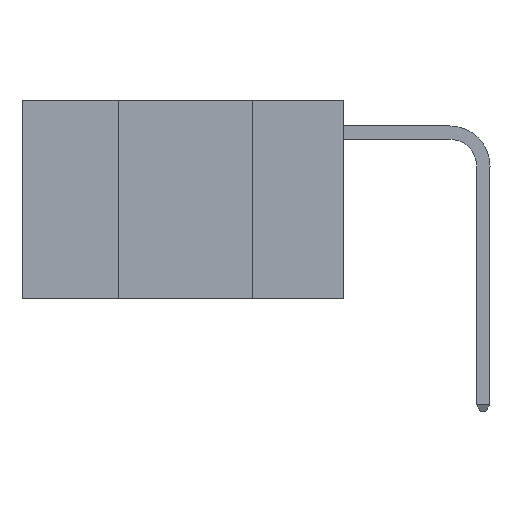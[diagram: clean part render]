
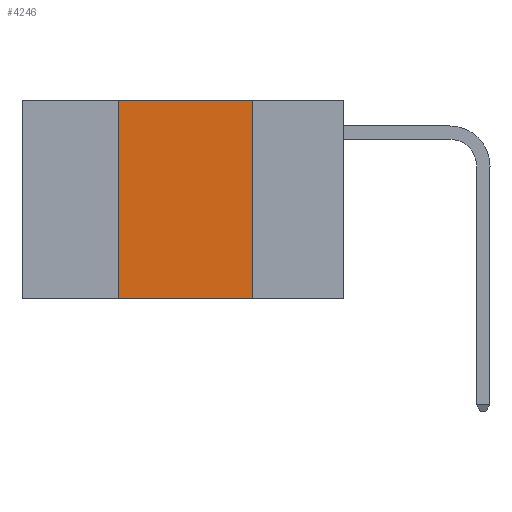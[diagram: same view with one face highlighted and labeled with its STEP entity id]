
A CAD part, left-side view. The second image highlights one B-rep face of the part: STEP entity #4246.
In plain terms, the highlighted planar face has unit normal (-1, 0, 0).
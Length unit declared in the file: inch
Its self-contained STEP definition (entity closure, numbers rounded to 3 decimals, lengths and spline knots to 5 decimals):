
#66 = DIRECTION ( 'NONE',  ( 0., 0., 1. ) ) ;
#67 = VERTEX_POINT ( 'NONE', #6768 ) ;
#151 = CARTESIAN_POINT ( 'NONE',  ( 0., 0.42, 0. ) ) ;
#479 = ORIENTED_EDGE ( 'NONE', *, *, #7419, .F. ) ;
#568 = VECTOR ( 'NONE', #13298, 39.37008 ) ;
#630 = LINE ( 'NONE', #5998, #568 ) ;
#1095 = CARTESIAN_POINT ( 'NONE',  ( 0., 0.6, 0. ) ) ;
#1206 = VECTOR ( 'NONE', #4491, 39.37008 ) ;
#1220 = LINE ( 'NONE', #1095, #1206 ) ;
#1582 = EDGE_LOOP ( 'NONE', ( #2292, #9031, #479, #10560 ) ) ;
#2292 = ORIENTED_EDGE ( 'NONE', *, *, #10116, .F. ) ;
#4246 = ADVANCED_FACE ( 'NONE', ( #10869 ), #13352, .F. ) ;
#4491 = DIRECTION ( 'NONE',  ( 0., -1., 0. ) ) ;
#4519 = VECTOR ( 'NONE', #8532, 39.37008 ) ;
#4570 = LINE ( 'NONE', #7367, #4519 ) ;
#5836 = VERTEX_POINT ( 'NONE', #13757 ) ;
#5998 = CARTESIAN_POINT ( 'NONE',  ( 0., 0.6, -0.37 ) ) ;
#6768 = CARTESIAN_POINT ( 'NONE',  ( 0., 0.42, -0.37 ) ) ;
#7134 = CARTESIAN_POINT ( 'NONE',  ( 0., 0.42, 0. ) ) ;
#7367 = CARTESIAN_POINT ( 'NONE',  ( 0., 0.17, 0. ) ) ;
#7419 = EDGE_CURVE ( 'NONE', #67, #9332, #13869, .T. ) ;
#8532 = DIRECTION ( 'NONE',  ( 0., 0., -1. ) ) ;
#9031 = ORIENTED_EDGE ( 'NONE', *, *, #11150, .F. ) ;
#9332 = VERTEX_POINT ( 'NONE', #7134 ) ;
#10116 = EDGE_CURVE ( 'NONE', #12992, #5836, #4570, .T. ) ;
#10381 = AXIS2_PLACEMENT_3D ( 'NONE', #13337, #13319, #13309 ) ;
#10560 = ORIENTED_EDGE ( 'NONE', *, *, #11365, .T. ) ;
#10869 = FACE_OUTER_BOUND ( 'NONE', #1582, .T. ) ;
#11150 = EDGE_CURVE ( 'NONE', #9332, #12992, #1220, .T. ) ;
#11365 = EDGE_CURVE ( 'NONE', #67, #5836, #630, .T. ) ;
#12570 = CARTESIAN_POINT ( 'NONE',  ( 0., 0.17, 0. ) ) ;
#12992 = VERTEX_POINT ( 'NONE', #12570 ) ;
#13298 = DIRECTION ( 'NONE',  ( 0., -1., 0. ) ) ;
#13309 = DIRECTION ( 'NONE',  ( 0., 0., -1. ) ) ;
#13319 = DIRECTION ( 'NONE',  ( 1., 0., 0. ) ) ;
#13337 = CARTESIAN_POINT ( 'NONE',  ( 0., 0.6, 0. ) ) ;
#13352 = PLANE ( 'NONE',  #10381 ) ;
#13757 = CARTESIAN_POINT ( 'NONE',  ( 0., 0.17, -0.37 ) ) ;
#13820 = VECTOR ( 'NONE', #66, 39.37008 ) ;
#13869 = LINE ( 'NONE', #151, #13820 ) ;
